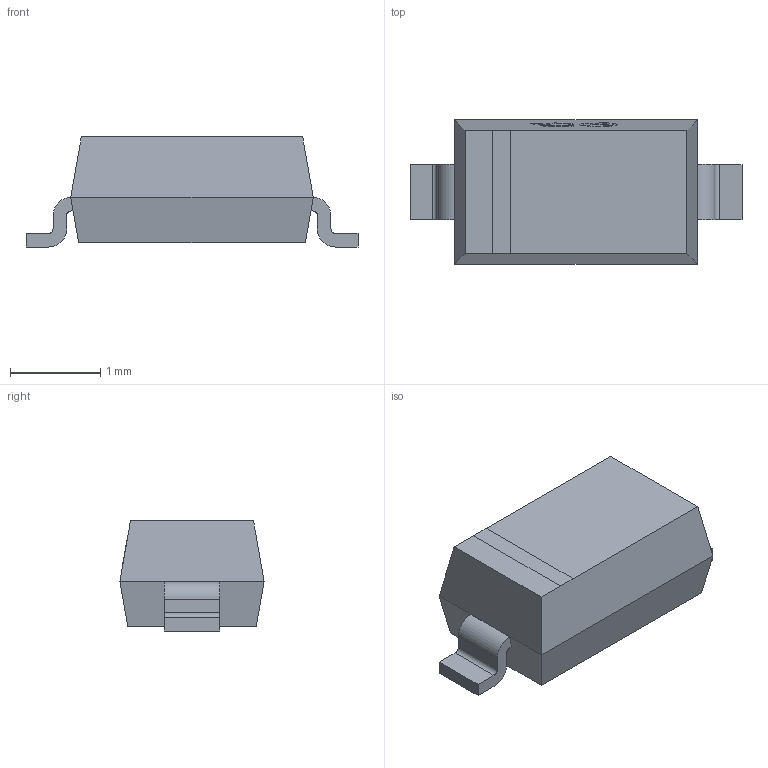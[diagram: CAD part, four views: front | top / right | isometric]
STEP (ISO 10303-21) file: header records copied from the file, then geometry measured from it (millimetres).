
FILE_DESCRIPTION(/* description */ (''),/* implementation_level */ '2;1');
FILE_NAME(/* name */ 'BTZ52C16.step',/* time_stamp */ '2022-10-03T19:23:26+08:00',/* author */ (''),/* organization */ (''),/* preprocessor_version */ 'ST-DEVELOPER v19',/* originating_system */ 'Autodesk Translation Framework v11.7.0.108',/* authorisation */ '');
FILE_SCHEMA (('AUTOMOTIVE_DESIGN { 1 0 10303 214 3 1 1 }'));
Length unit declared in the file: millimetre
Products named in the file (3): D3; SOD-123_L2.8-W1.8-LS3.7-RD; SOLID (3)
Assembly tree (2 placements, depth 3):
  D3
    SOD-123_L2.8-W1.8-LS3.7-RD
      SOLID (3)
Bounding box: 3.68 x 1.6 x 1.22 mm (x, y, z)
Volume: 4.7 mm3; surface area: 19.1 mm2
Topology: 1 solids, 1 shells, 256 faces, 695 edges, 462 vertices
Faces by surface type: plane 150, bspline 98, cylinder 8
Entity records: 8802 total; most frequent: CARTESIAN_POINT 2596, ORIENTED_EDGE 1390, DIRECTION 1017, EDGE_CURVE 695, LINE 483, VECTOR 483, VERTEX_POINT 462, EDGE_LOOP 277
